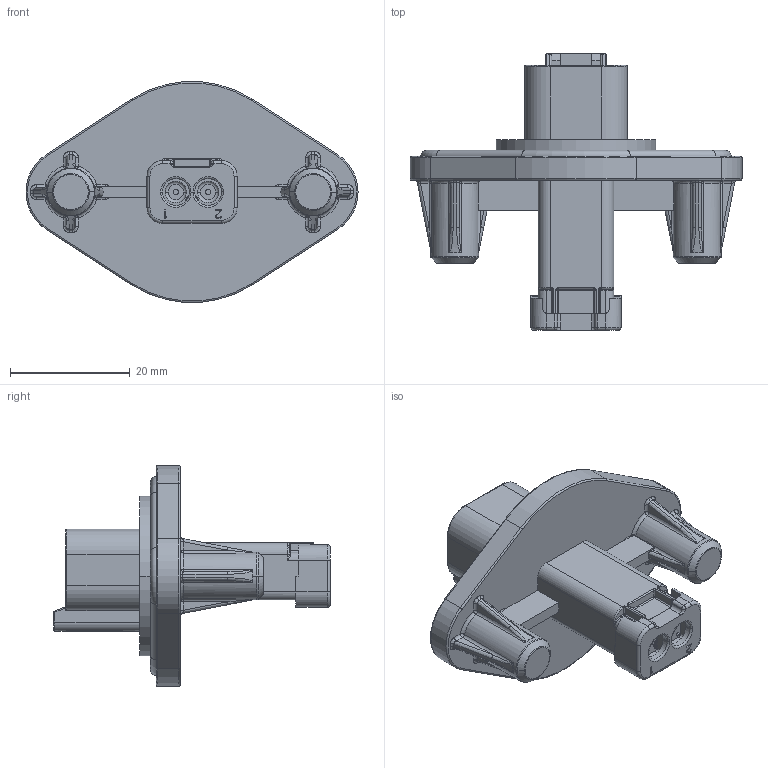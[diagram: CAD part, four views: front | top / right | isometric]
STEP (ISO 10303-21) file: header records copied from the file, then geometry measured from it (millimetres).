
FILE_DESCRIPTION((''),'2;1');
FILE_NAME('26-80426-02','2016-02-25T',('Orion.Li'),(''),'PRO/ENGINEER BY PARAMETRIC TECHNOLOGY CORPORATION, 2013230','PRO/ENGINEER BY PARAMETRIC TECHNOLOGY CORPORATION, 2013230','');
FILE_SCHEMA(('CONFIG_CONTROL_DESIGN'));
Length unit declared in the file: millimetre
Products named in the file (1): 26-80426-02
Bounding box: 55.5 x 46.28 x 36.88 mm (x, y, z)
Volume: 11395.9 mm3; surface area: 8277.8 mm2
Topology: 1 solids, 1 shells, 614 faces, 1523 edges, 922 vertices
Faces by surface type: plane 206, cylinder 172, bspline 90, torus 90, sphere 32, cone 24
Entity records: 23705 total; most frequent: CARTESIAN_POINT 9507, ORIENTED_EDGE 3030, DIRECTION 2935, EDGE_CURVE 1515, AXIS2_PLACEMENT_3D 1112, VERTEX_POINT 922, VECTOR 711, LINE 711
